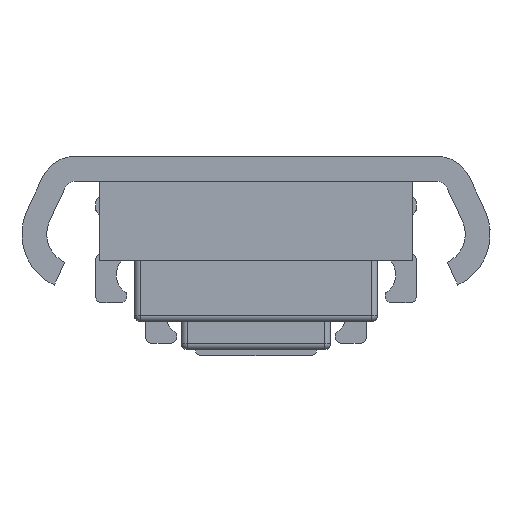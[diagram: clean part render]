
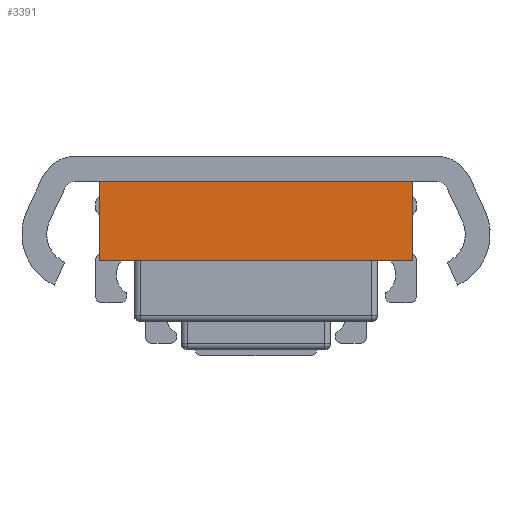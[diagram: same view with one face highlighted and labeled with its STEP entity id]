
A CAD part, left-side view. The second image highlights one B-rep face of the part: STEP entity #3391.
In plain terms, the highlighted planar face has unit normal (-1, 0, 0).
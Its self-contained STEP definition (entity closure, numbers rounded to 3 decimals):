
#93=PLANE('',#3779);
#313=LINE('',#5797,#575);
#314=LINE('',#5799,#576);
#315=LINE('',#5801,#577);
#316=LINE('',#5802,#578);
#575=VECTOR('',#4735,12.7);
#576=VECTOR('',#4736,50.);
#577=VECTOR('',#4737,12.7);
#578=VECTOR('',#4738,50.);
#821=FACE_OUTER_BOUND('',#1057,.T.);
#1057=EDGE_LOOP('',(#2917,#2918,#2919,#2920));
#1611=VERTEX_POINT('',#5795);
#1612=VERTEX_POINT('',#5796);
#1613=VERTEX_POINT('',#5798);
#1614=VERTEX_POINT('',#5800);
#2049=EDGE_CURVE('',#1611,#1612,#313,.T.);
#2050=EDGE_CURVE('',#1613,#1612,#314,.T.);
#2051=EDGE_CURVE('',#1614,#1613,#315,.T.);
#2052=EDGE_CURVE('',#1614,#1611,#316,.T.);
#2917=ORIENTED_EDGE('',*,*,#2049,.T.);
#2918=ORIENTED_EDGE('',*,*,#2050,.F.);
#2919=ORIENTED_EDGE('',*,*,#2051,.F.);
#2920=ORIENTED_EDGE('',*,*,#2052,.T.);
#3391=ADVANCED_FACE('',(#821),#93,.F.);
#3779=AXIS2_PLACEMENT_3D('',#5794,#4733,#4734);
#4733=DIRECTION('center_axis',(1.,0.,0.));
#4734=DIRECTION('ref_axis',(0.,0.,-1.));
#4735=DIRECTION('',(0.,0.,1.));
#4736=DIRECTION('',(0.,-1.,0.));
#4737=DIRECTION('',(0.,0.,1.));
#4738=DIRECTION('',(0.,-1.,0.));
#5794=CARTESIAN_POINT('Origin',(-248.85,25.,-16.7));
#5795=CARTESIAN_POINT('',(-248.85,-25.,-16.7));
#5796=CARTESIAN_POINT('',(-248.85,-25.,-4.));
#5797=CARTESIAN_POINT('',(-248.85,-25.,-16.7));
#5798=CARTESIAN_POINT('',(-248.85,25.,-4.));
#5799=CARTESIAN_POINT('',(-248.85,25.,-4.));
#5800=CARTESIAN_POINT('',(-248.85,25.,-16.7));
#5801=CARTESIAN_POINT('',(-248.85,25.,-16.7));
#5802=CARTESIAN_POINT('',(-248.85,25.,-16.7));
